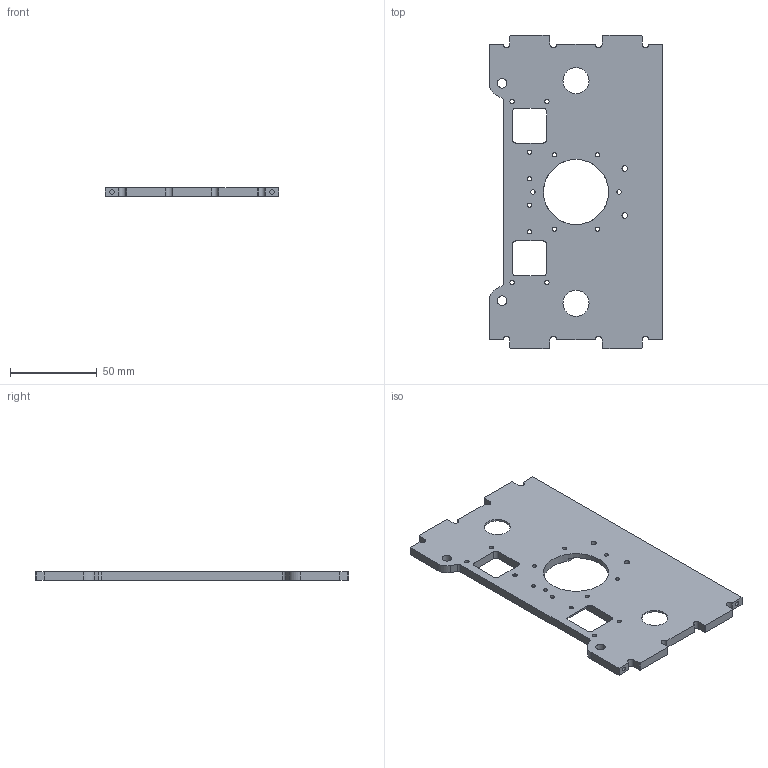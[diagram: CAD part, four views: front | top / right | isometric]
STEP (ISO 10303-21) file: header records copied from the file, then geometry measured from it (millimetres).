
FILE_DESCRIPTION(/* description */ (''),/* implementation_level */ '2;1');
FILE_NAME(/* name */ 'TorsoUpperFrame.stp',/* time_stamp */ '2024-05-30T13:52:40+09:00',/* author */ ('masato'),/* organization */ (''),/* preprocessor_version */ 'ST-DEVELOPER v20',/* originating_system */ 'Autodesk Inventor 2024',/* authorisation */ '');
FILE_SCHEMA (('AUTOMOTIVE_DESIGN { 1 0 10303 214 3 1 1 }'));
Length unit declared in the file: millimetre
Products named in the file (1): TorsoUpperFrame
Bounding box: 100 x 180 x 5 mm (x, y, z)
Volume: 33718.5 mm3; surface area: 37316.4 mm2
Topology: 1 solids, 1 shells, 164 faces, 465 edges, 310 vertices
Faces by surface type: cylinder 90, plane 74
Full cylindrical faces by diameter (mm): 2.459 x14, 2.5 x4, 3.1 x2, 5.5 x2, 15 x2, 37.5 x1
Entity records: 5526 total; most frequent: DIRECTION 977, CARTESIAN_POINT 940, ORIENTED_EDGE 930, EDGE_CURVE 465, AXIS2_PLACEMENT_3D 347, VERTEX_POINT 310, LINE 283, VECTOR 283
